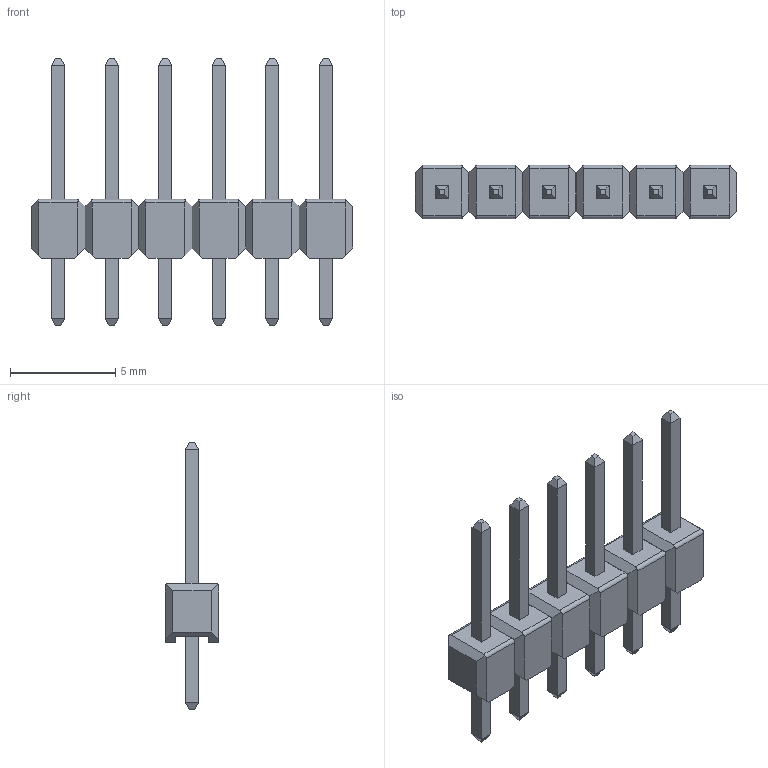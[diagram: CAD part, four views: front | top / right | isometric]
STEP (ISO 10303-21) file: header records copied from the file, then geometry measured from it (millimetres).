
FILE_DESCRIPTION (( 'STEP AP214' ), '1' );
FILE_NAME ('User Library-1x6 TH Pitch 2.54mm.STEP', '2020-07-08T04:53:30', ( '' ), ( '' ), 'SwSTEP 2.0', 'SolidWorks 2020', '' );
FILE_SCHEMA (( 'AUTOMOTIVE_DESIGN' ));
Length unit declared in the file: millimetre
Products named in the file (1): User Library-1x6 TH Pitch 2.54mm
Bounding box: 15.24 x 2.54 x 12.7 mm (x, y, z)
Surface area: 406.4 mm2 (no closed solid volume)
Topology: 0 solids, 12 shells, 218 faces, 573 edges, 360 vertices
Faces by surface type: plane 206, cylinder 12
Entity records: 6549 total; most frequent: CARTESIAN_POINT 1296, ORIENTED_EDGE 1088, DIRECTION 963, EDGE_CURVE 573, VECTOR 525, LINE 525, VERTEX_POINT 360, EDGE_LOOP 230
